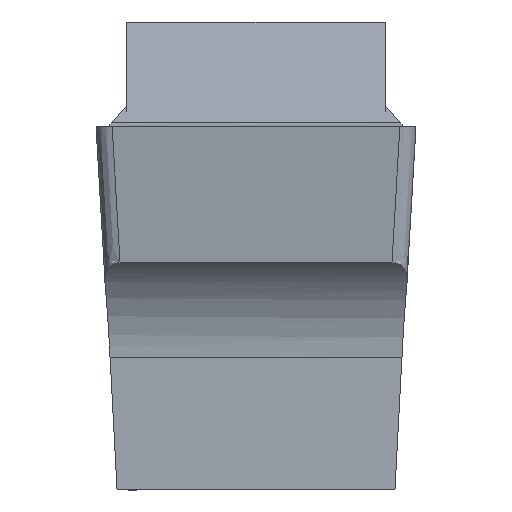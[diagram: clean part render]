
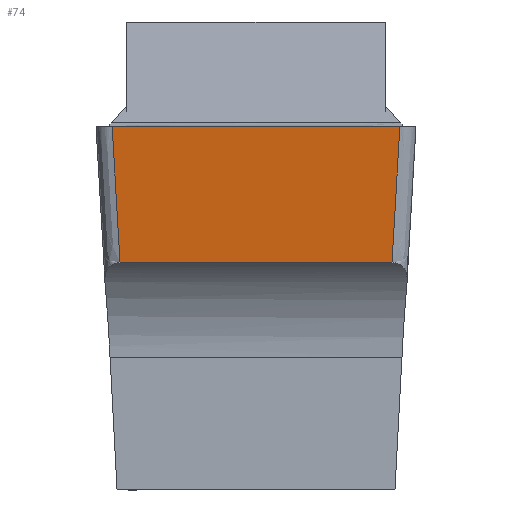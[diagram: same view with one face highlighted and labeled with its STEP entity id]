
A CAD part, front view. The second image highlights one B-rep face of the part: STEP entity #74.
In plain terms, the highlighted planar face has unit normal (0, -0.993, -0.122).
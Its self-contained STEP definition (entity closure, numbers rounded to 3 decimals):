
#74=ADVANCED_FACE('SIDE_FP_AN_SU1',(#126),#98,.F.);
#98=PLANE('',#689);
#126=FACE_OUTER_BOUND('',#158,.T.);
#158=EDGE_LOOP('',(#328,#329,#330,#331));
#188=B_SPLINE_CURVE_WITH_KNOTS('',3,(#1286,#1287,#1288,#1289),
 .UNSPECIFIED.,.F.,.F.,(4,4),(0.,1.),.UNSPECIFIED.);
#189=B_SPLINE_CURVE_WITH_KNOTS('',3,(#1302,#1303,#1304,#1305),
 .UNSPECIFIED.,.F.,.F.,(4,4),(0.,1.),.UNSPECIFIED.);
#328=ORIENTED_EDGE('',*,*,#518,.T.);
#329=ORIENTED_EDGE('',*,*,#503,.F.);
#330=ORIENTED_EDGE('',*,*,#519,.T.);
#331=ORIENTED_EDGE('',*,*,#481,.F.);
#414=VERTEX_POINT('',#1064);
#416=VERTEX_POINT('',#1087);
#428=VERTEX_POINT('',#1196);
#429=VERTEX_POINT('',#1198);
#481=EDGE_CURVE('',#416,#414,#559,.T.);
#503=EDGE_CURVE('',#428,#429,#570,.T.);
#518=EDGE_CURVE('',#416,#429,#188,.T.);
#519=EDGE_CURVE('',#428,#414,#189,.T.);
#559=LINE('',#1088,#609);
#570=LINE('',#1197,#621);
#609=VECTOR('',#752,1.);
#621=VECTOR('',#778,1.);
#689=AXIS2_PLACEMENT_3D('',#1323,#794,#795);
#752=DIRECTION('',(-1.,0.,0.));
#778=DIRECTION('',(1.,0.,0.));
#794=DIRECTION('',(0.,0.993,0.122));
#795=DIRECTION('',(-0.057,0.122,-0.991));
#1064=CARTESIAN_POINT('',(-1.683,-12.923,-1.681));
#1087=CARTESIAN_POINT('',(1.683,-12.923,-1.681));
#1088=CARTESIAN_POINT('',(5.,-12.923,-1.681));
#1196=CARTESIAN_POINT('',(-1.78,-13.129,0.));
#1197=CARTESIAN_POINT('',(-17.65,-13.129,0.));
#1198=CARTESIAN_POINT('',(1.78,-13.129,0.));
#1286=CARTESIAN_POINT('',(1.683,-12.923,-1.681));
#1287=CARTESIAN_POINT('',(1.715,-12.992,-1.121));
#1288=CARTESIAN_POINT('',(1.748,-13.06,-0.56));
#1289=CARTESIAN_POINT('',(1.78,-13.129,0.));
#1302=CARTESIAN_POINT('',(-1.78,-13.129,0.));
#1303=CARTESIAN_POINT('',(-1.748,-13.06,-0.56));
#1304=CARTESIAN_POINT('',(-1.715,-12.992,-1.121));
#1305=CARTESIAN_POINT('',(-1.683,-12.923,-1.681));
#1323=CARTESIAN_POINT('',(1.853,-12.841,-2.348));
